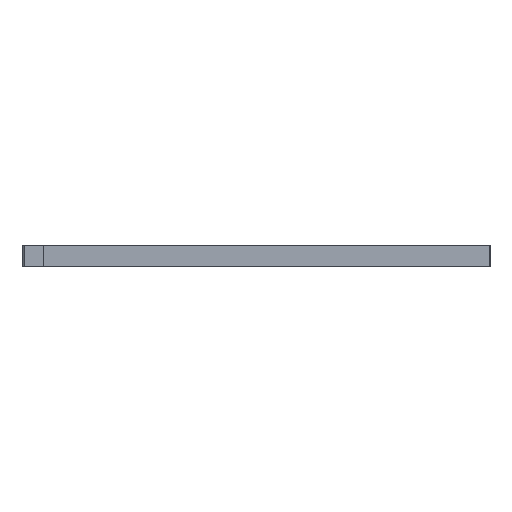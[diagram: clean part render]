
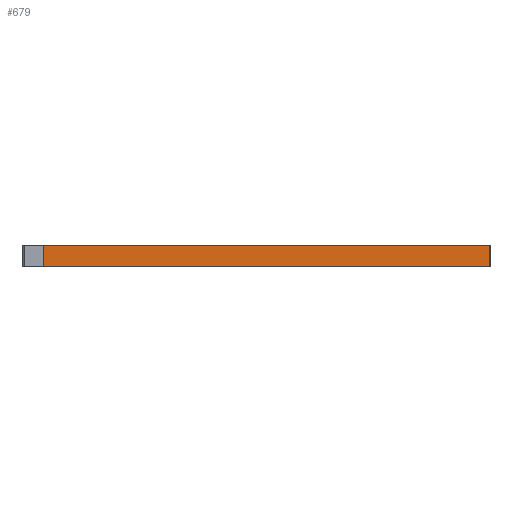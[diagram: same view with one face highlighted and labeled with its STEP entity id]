
A CAD part, left-side view. The second image highlights one B-rep face of the part: STEP entity #679.
In plain terms, the highlighted planar face has unit normal (-1, 0, 0).
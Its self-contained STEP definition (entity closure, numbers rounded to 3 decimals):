
#73 = ORIENTED_EDGE ( 'NONE', *, *, #1346, .F. ) ;
#241 = CARTESIAN_POINT ( 'NONE',  ( -50., 100., 0. ) ) ;
#393 = DIRECTION ( 'NONE',  ( 0., 0., -1. ) ) ;
#459 = LINE ( 'NONE', #1560, #1305 ) ;
#496 = DIRECTION ( 'NONE',  ( 0., -1., 0. ) ) ;
#499 = VERTEX_POINT ( 'NONE', #2238 ) ;
#505 = VECTOR ( 'NONE', #1166, 1000. ) ;
#514 = VERTEX_POINT ( 'NONE', #1991 ) ;
#632 = CARTESIAN_POINT ( 'NONE',  ( -50., 100., -10. ) ) ;
#652 = EDGE_CURVE ( 'NONE', #2230, #1742, #1925, .T. ) ;
#679 = ADVANCED_FACE ( 'NONE', ( #2017 ), #1208, .T. ) ;
#778 = ORIENTED_EDGE ( 'NONE', *, *, #929, .F. ) ;
#910 = CARTESIAN_POINT ( 'NONE',  ( -50., -110., 0. ) ) ;
#929 = EDGE_CURVE ( 'NONE', #1742, #514, #1331, .T. ) ;
#1011 = CARTESIAN_POINT ( 'NONE',  ( -50., -110., 0. ) ) ;
#1139 = ORIENTED_EDGE ( 'NONE', *, *, #1188, .T. ) ;
#1166 = DIRECTION ( 'NONE',  ( 0., -1., 0. ) ) ;
#1188 = EDGE_CURVE ( 'NONE', #499, #514, #1358, .T. ) ;
#1208 = PLANE ( 'NONE',  #1597 ) ;
#1305 = VECTOR ( 'NONE', #2100, 1000. ) ;
#1331 = LINE ( 'NONE', #910, #1577 ) ;
#1346 = EDGE_CURVE ( 'NONE', #499, #2230, #459, .T. ) ;
#1351 = CARTESIAN_POINT ( 'NONE',  ( -50., 100., -10. ) ) ;
#1358 = LINE ( 'NONE', #632, #505 ) ;
#1454 = EDGE_LOOP ( 'NONE', ( #2096, #73, #1139, #778 ) ) ;
#1544 = DIRECTION ( 'NONE',  ( 0., -1., 0. ) ) ;
#1560 = CARTESIAN_POINT ( 'NONE',  ( -50., 100., -10. ) ) ;
#1577 = VECTOR ( 'NONE', #393, 1000. ) ;
#1597 = AXIS2_PLACEMENT_3D ( 'NONE', #1351, #1875, #496 ) ;
#1742 = VERTEX_POINT ( 'NONE', #1011 ) ;
#1856 = VECTOR ( 'NONE', #1544, 1000. ) ;
#1875 = DIRECTION ( 'NONE',  ( -1., 0., 0. ) ) ;
#1925 = LINE ( 'NONE', #2091, #1856 ) ;
#1991 = CARTESIAN_POINT ( 'NONE',  ( -50., -110., -10. ) ) ;
#2017 = FACE_OUTER_BOUND ( 'NONE', #1454, .T. ) ;
#2091 = CARTESIAN_POINT ( 'NONE',  ( -50., 100., 0. ) ) ;
#2096 = ORIENTED_EDGE ( 'NONE', *, *, #652, .F. ) ;
#2100 = DIRECTION ( 'NONE',  ( 0., 0., 1. ) ) ;
#2230 = VERTEX_POINT ( 'NONE', #241 ) ;
#2238 = CARTESIAN_POINT ( 'NONE',  ( -50., 100., -10. ) ) ;
